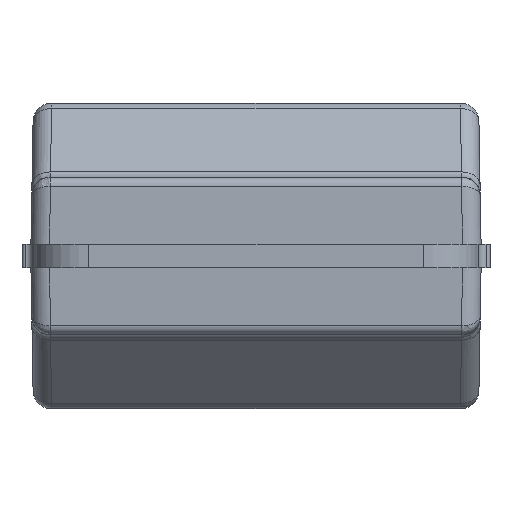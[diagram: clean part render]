
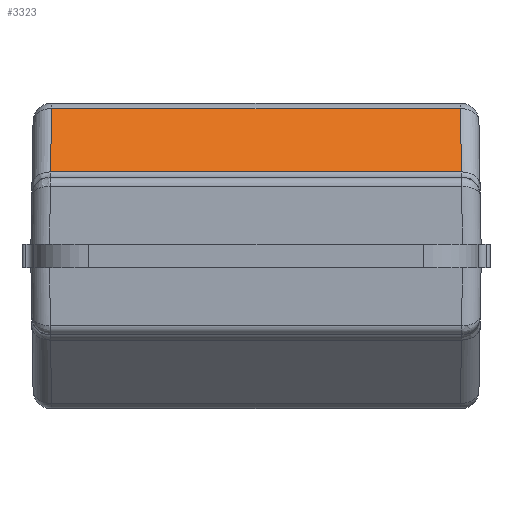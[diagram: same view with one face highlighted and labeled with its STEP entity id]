
A CAD part, front view. The second image highlights one B-rep face of the part: STEP entity #3323.
In plain terms, the highlighted planar face has unit normal (0, -0.707, 0.707).
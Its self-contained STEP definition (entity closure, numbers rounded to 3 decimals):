
#888=DIRECTION('',(-1.,0.,0.));
#889=VECTOR('',#888,11.064);
#890=CARTESIAN_POINT('',(5.532,-4.776,1.946));
#891=LINE('',#890,#889);
#897=DIRECTION('',(-0.012,0.707,0.707));
#898=VECTOR('',#897,2.414);
#899=CARTESIAN_POINT('',(5.532,-4.776,1.946));
#900=LINE('',#899,#898);
#901=DIRECTION('',(-0.012,-0.707,-0.707));
#902=VECTOR('',#901,2.414);
#903=CARTESIAN_POINT('',(-5.502,-3.069,3.654));
#904=LINE('',#903,#902);
#909=DIRECTION('',(1.,0.,0.));
#910=VECTOR('',#909,11.005);
#911=CARTESIAN_POINT('',(-5.502,-3.069,3.654));
#912=LINE('',#911,#910);
#1808=CARTESIAN_POINT('',(-5.502,-3.069,
3.654));
#1809=VERTEX_POINT('',#1808);
#1810=CARTESIAN_POINT('',(-5.532,-4.776,
1.946));
#1812=VERTEX_POINT('',#1810);
#1845=CARTESIAN_POINT('',(5.502,-3.069,3.654));
#1846=VERTEX_POINT('',#1845);
#1847=CARTESIAN_POINT('',(5.532,-4.776,1.946));
#1848=VERTEX_POINT('',#1847);
#3310=CARTESIAN_POINT('',(6.,-2.923,3.8));
#3311=DIRECTION('',(0.,0.707,-0.707));
#3312=DIRECTION('',(0.,0.707,0.707));
#3313=AXIS2_PLACEMENT_3D('',#3310,#3311,#3312);
#3314=PLANE('',#3313);
#3316=ORIENTED_EDGE('',*,*,#3315,.T.);
#3318=ORIENTED_EDGE('',*,*,#3317,.F.);
#3319=ORIENTED_EDGE('',*,*,#3303,.T.);
#3320=ORIENTED_EDGE('',*,*,#2188,.F.);
#3321=EDGE_LOOP('',(#3316,#3318,#3319,#3320));
#3322=FACE_OUTER_BOUND('',#3321,.F.);
#3323=ADVANCED_FACE('',(#3322),#3314,.F.);
#2188=EDGE_CURVE('',#1809,#1812,#904,.T.);
#3303=EDGE_CURVE('',#1848,#1812,#891,.T.);
#3315=EDGE_CURVE('',#1809,#1846,#912,.T.);
#3317=EDGE_CURVE('',#1848,#1846,#900,.T.);
